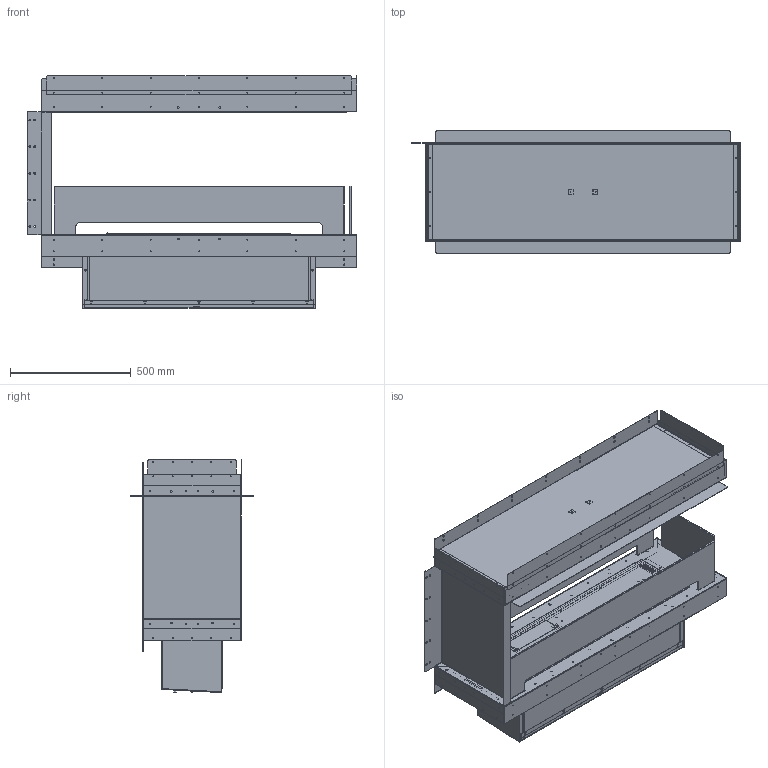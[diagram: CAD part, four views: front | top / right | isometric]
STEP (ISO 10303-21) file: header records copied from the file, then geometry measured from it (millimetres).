
FILE_DESCRIPTION (( 'STEP AP214' ), '1' );
FILE_NAME ('3d_Forma_1200_Room_Divider_FLA3.STEP', '2022-05-30T11:57:39', ( '' ), ( '' ), 'SwSTEP 2.0', 'SolidWorks 2019', '' );
FILE_SCHEMA (( 'AUTOMOTIVE_DESIGN' ));
Length unit declared in the file: millimetre
Products named in the file (51): 000-049-813; 024-324-324; 000-056-473_000-056-473_48; B-000-472; B-003-091_B-003-091-790; 000-056-471; 000-042-826_000-042-826-990; 000059948_000059948-990; 000-056-480_000-056-480_48; Ko³ek gwintowany do zgrzewania_ISO 13918 M4x10; B-003-094; 000060313; PZ-FLA3XT-0003; 000056880_000056880_48; hex tapping screws_iso_Tapping Screw ISO 14585 - ST4.2 x 9.5-C-N; 000060275_000060275_48DSP; B-000-460; 000-049-266_000-049-266-990; 000-049-326_000-049-326-990; B-003-087_B-003-087-990; 000-051-004; 3d_Forma_1200_Room_Divider_FLA3; 000059955; 000056915; B-000-462; 000057747_000057747_48; 000064026; ok1586; 000-049-267_000-049-267-990; 000060280_000060280_48; 000057000_000057000_48; 000057659_000057659_48; KEYSTONE 5228; 000060281_000060281_48DSP; 000061618_000061618_48; 000111128; ok1271-08; 000057657_000057657_48; 000064025; 000060277_000060277_48 ...
Assembly tree (91 placements, depth 4):
  3d_Forma_1200_Room_Divider_FLA3
    000061618_000061618_48
      000-056-480_000-056-480_48
        000-056-473_000-056-473_48
        000-056-474_000-056-474_48
      000057657_000057657_48
      000057659_000057659_48
      000057660
    000-056-471
    000056880_000056880_48
    000056915
    000057000_000057000_48  x2
    000057747_000057747_48  x2
    000060281_000060281_48DSP
      000060275_000060275_48DSP
      000060277_000060277_48
      000060280_000060280_48
      000060313  x2
      000069177  x2
    000059785_000059785-990 WW
      000-049-267_000-049-267-990
        000-049-266_000-049-266-990
        Ko³ek gwintowany do zgrzewania_ISO 13918 M4x10  x18
        Nakrêtka wciskana_Sariv S-S M3-3  x2
      000-050-969_000-050-969-990  x2
      000059948_000059948-990  x2
      000-049-326_000-049-326-990
      000-042-826_000-042-826-990  x2
      000-049-813
        024-324-324
        Ko³ek gwintowany do zgrzewania_ISO 13918 M4x10  x2
      ok1585_ok1585-990
        B-003-087_B-003-087-990
        B-003-090  x2
        B-000-460  x4
        B-003-091_B-003-091-790
        B-003-094  x2
        B-000-462  x3
        B-000-472
        000-051-004
      000059955
      PZ-FLA3XT-0003
      ok1586
      hex tapping screws_iso_Tapping Screw ISO 14585 - ST4.2 x 9.5-C-N  x2
      000059906
      000-046-432  x4
      ok1271-08  x4
      KEYSTONE 5228
      000064025
      000064026
      000100551
    000111128
Bounding box: 1361 x 506 x 964.71 mm (x, y, z)
Volume: 10389960.8 mm3; surface area: 11705758 mm2
Topology: 97 solids, 97 shells, 3574 faces, 9272 edges, 5927 vertices
Faces by surface type: cylinder 1899, plane 1418, cone 164, torus 48, bspline 41, sphere 4
Entity records: 99196 total; most frequent: CARTESIAN_POINT 21648, DIRECTION 16394, ORIENTED_EDGE 15008, EDGE_CURVE 7504, AXIS2_PLACEMENT_3D 6138, VERTEX_POINT 4812, LINE 4118, VECTOR 4118
